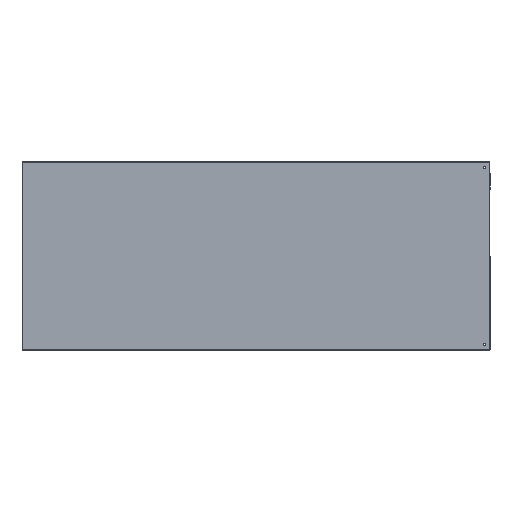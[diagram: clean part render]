
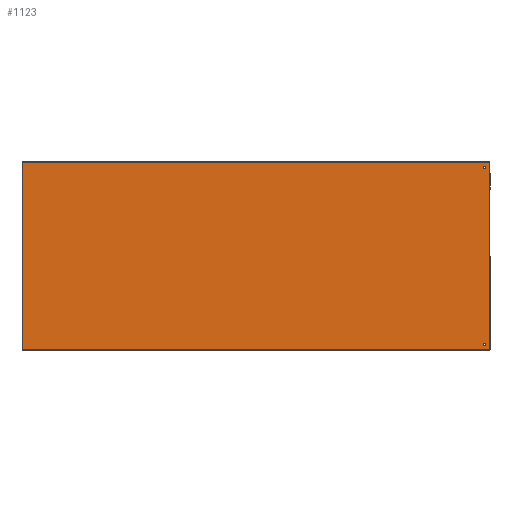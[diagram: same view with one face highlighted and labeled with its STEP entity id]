
A CAD part, top view. The second image highlights one B-rep face of the part: STEP entity #1123.
In plain terms, the highlighted planar face has unit normal (0, 0, 1).
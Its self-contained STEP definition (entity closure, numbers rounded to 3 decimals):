
#28 = VERTEX_POINT ( 'NONE', #180 ) ;
#54 = VERTEX_POINT ( 'NONE', #206 ) ;
#57 = VERTEX_POINT ( 'NONE', #209 ) ;
#76 = VERTEX_POINT ( 'NONE', #228 ) ;
#91 = VERTEX_POINT ( 'NONE', #243 ) ;
#104 = VERTEX_POINT ( 'NONE', #256 ) ;
#109 = VERTEX_POINT ( 'NONE', #261 ) ;
#110 = VERTEX_POINT ( 'NONE', #262 ) ;
#180 = CARTESIAN_POINT ( 'NONE',  ( 825., 322., 1.5 ) ) ;
#206 = CARTESIAN_POINT ( 'NONE',  ( 833., 322., 1.5 ) ) ;
#209 = CARTESIAN_POINT ( 'NONE',  ( 833., -322., 1.5 ) ) ;
#228 = CARTESIAN_POINT ( 'NONE',  ( -846.9, 339.99, 1.5 ) ) ;
#243 = CARTESIAN_POINT ( 'NONE',  ( 846.9, 339.99, 1.5 ) ) ;
#256 = CARTESIAN_POINT ( 'NONE',  ( -846.9, -339.99, 1.5 ) ) ;
#261 = CARTESIAN_POINT ( 'NONE',  ( 846.9, -339.99, 1.5 ) ) ;
#262 = CARTESIAN_POINT ( 'NONE',  ( 825., -322., 1.5 ) ) ;
#317 = CARTESIAN_POINT ( 'NONE',  ( -847., -340., 1.5 ) ) ;
#318 = PLANE ( 'NONE',  #1755 ) ;
#320 = DIRECTION ( 'NONE',  ( 0., 0., 1. ) ) ;
#321 = DIRECTION ( 'NONE',  ( 1., 0., 0. ) ) ;
#703 = CARTESIAN_POINT ( 'NONE',  ( 829., -322., 1.5 ) ) ;
#704 = DIRECTION ( 'NONE',  ( 0., 0., -1. ) ) ;
#705 = DIRECTION ( 'NONE',  ( 1., 0., 0. ) ) ;
#706 = CARTESIAN_POINT ( 'NONE',  ( 829., 322., 1.5 ) ) ;
#708 = DIRECTION ( 'NONE',  ( 0., 0., -1. ) ) ;
#709 = DIRECTION ( 'NONE',  ( 1., 0., 0. ) ) ;
#886 = CARTESIAN_POINT ( 'NONE',  ( -847., 339.99, 1.5 ) ) ;
#901 = CARTESIAN_POINT ( 'NONE',  ( 846.9, 339.99, 1.5 ) ) ;
#902 = DIRECTION ( 'NONE',  ( 0., -1., 0. ) ) ;
#904 = DIRECTION ( 'NONE',  ( 1., 0., 0. ) ) ;
#923 = CARTESIAN_POINT ( 'NONE',  ( 847., -339.99, 1.5 ) ) ;
#930 = CARTESIAN_POINT ( 'NONE',  ( 829., 322., 1.5 ) ) ;
#931 = CARTESIAN_POINT ( 'NONE',  ( -846.9, -339.99, 1.5 ) ) ;
#932 = DIRECTION ( 'NONE',  ( 0., 1., 0. ) ) ;
#933 = CARTESIAN_POINT ( 'NONE',  ( 829., -322., 1.5 ) ) ;
#934 = DIRECTION ( 'NONE',  ( -1., 0., 0. ) ) ;
#936 = DIRECTION ( 'NONE',  ( 0., 0., -1. ) ) ;
#937 = DIRECTION ( 'NONE',  ( 1., 0., 0. ) ) ;
#938 = DIRECTION ( 'NONE',  ( 0., 0., -1. ) ) ;
#939 = DIRECTION ( 'NONE',  ( 1., 0., 0. ) ) ;
#1123 = ADVANCED_FACE ( 'NONE', ( #2834, #2600, #2730 ), #318, .T. ) ;
#1400 = EDGE_LOOP ( 'NONE', ( #2734, #2716 ) ) ;
#1407 = EDGE_LOOP ( 'NONE', ( #2562, #2522 ) ) ;
#1424 = EDGE_LOOP ( 'NONE', ( #2888, #2696, #2678, #2934 ) ) ;
#1527 = EDGE_CURVE ( 'NONE', #57, #110, #2080, .T. ) ;
#1529 = EDGE_CURVE ( 'NONE', #54, #28, #1985, .T. ) ;
#1610 = EDGE_CURVE ( 'NONE', #91, #109, #2111, .T. ) ;
#1611 = EDGE_CURVE ( 'NONE', #76, #91, #2745, .T. ) ;
#1623 = EDGE_CURVE ( 'NONE', #104, #76, #2152, .T. ) ;
#1624 = EDGE_CURVE ( 'NONE', #109, #104, #2150, .T. ) ;
#1625 = EDGE_CURVE ( 'NONE', #110, #57, #2157, .T. ) ;
#1626 = EDGE_CURVE ( 'NONE', #28, #54, #2159, .T. ) ;
#1755 = AXIS2_PLACEMENT_3D ( 'NONE', #317, #320, #321 ) ;
#1757 = AXIS2_PLACEMENT_3D ( 'NONE', #703, #704, #705 ) ;
#1852 = AXIS2_PLACEMENT_3D ( 'NONE', #706, #708, #709 ) ;
#1883 = AXIS2_PLACEMENT_3D ( 'NONE', #930, #938, #939 ) ;
#1887 = AXIS2_PLACEMENT_3D ( 'NONE', #933, #936, #937 ) ;
#1985 = CIRCLE ( 'NONE', #1852, 4. ) ;
#2080 = CIRCLE ( 'NONE', #1757, 4. ) ;
#2111 = LINE ( 'NONE', #901, #2131 ) ;
#2131 = VECTOR ( 'NONE', #902, 1000. ) ;
#2132 = VECTOR ( 'NONE', #904, 1000. ) ;
#2150 = LINE ( 'NONE', #923, #2154 ) ;
#2152 = LINE ( 'NONE', #931, #2153 ) ;
#2153 = VECTOR ( 'NONE', #932, 1000. ) ;
#2154 = VECTOR ( 'NONE', #934, 1000. ) ;
#2157 = CIRCLE ( 'NONE', #1887, 4. ) ;
#2159 = CIRCLE ( 'NONE', #1883, 4. ) ;
#2522 = ORIENTED_EDGE ( 'NONE', *, *, #1527, .T. ) ;
#2562 = ORIENTED_EDGE ( 'NONE', *, *, #1625, .T. ) ;
#2600 = FACE_BOUND ( 'NONE', #1400, .T. ) ;
#2678 = ORIENTED_EDGE ( 'NONE', *, *, #1611, .F. ) ;
#2696 = ORIENTED_EDGE ( 'NONE', *, *, #1610, .F. ) ;
#2716 = ORIENTED_EDGE ( 'NONE', *, *, #1529, .T. ) ;
#2730 = FACE_OUTER_BOUND ( 'NONE', #1424, .T. ) ;
#2734 = ORIENTED_EDGE ( 'NONE', *, *, #1626, .T. ) ;
#2745 = LINE ( 'NONE', #886, #2132 ) ;
#2834 = FACE_BOUND ( 'NONE', #1407, .T. ) ;
#2888 = ORIENTED_EDGE ( 'NONE', *, *, #1624, .F. ) ;
#2934 = ORIENTED_EDGE ( 'NONE', *, *, #1623, .F. ) ;
